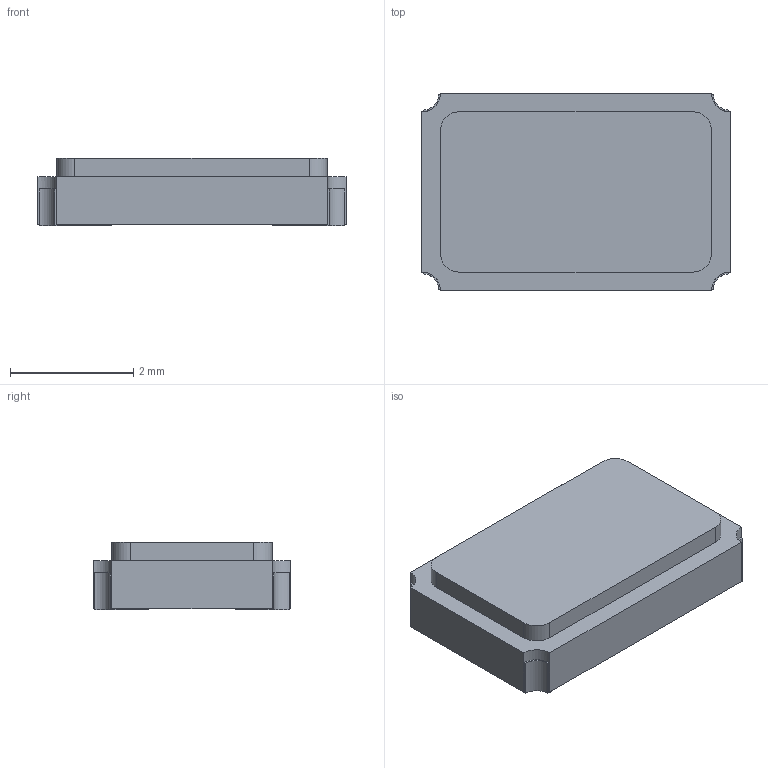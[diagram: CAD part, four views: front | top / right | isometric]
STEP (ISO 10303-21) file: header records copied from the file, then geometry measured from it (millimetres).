
FILE_DESCRIPTION(('FreeCAD Model'),'2;1');
FILE_NAME('Open CASCADE Shape Model','2024-10-10T15:47:43',( 'kicad StepUp'),('ksu MCAD'),'Open CASCADE STEP processor 7.8', 'FreeCAD','Unknown');
FILE_SCHEMA(('AUTOMOTIVE_DESIGN { 1 0 10303 214 1 1 1 1 }'));
Length unit declared in the file: millimetre
Products named in the file (1): Crystal_SMD_Abracon_ABM3B-4Pin_5.0x3.2mm
Bounding box: 5 x 3.2 x 1.1 mm (x, y, z)
Volume: 15.8 mm3; surface area: 48.3 mm2
Topology: 1 solids, 1 shells, 64 faces, 183 edges, 122 vertices
Faces by surface type: plane 52, cylinder 12
Entity records: 2481 total; most frequent: CARTESIAN_POINT 370, ORIENTED_EDGE 366, DIRECTION 345, EDGE_CURVE 183, LINE 151, VECTOR 151, VERTEX_POINT 122, AXIS2_PLACEMENT_3D 97
